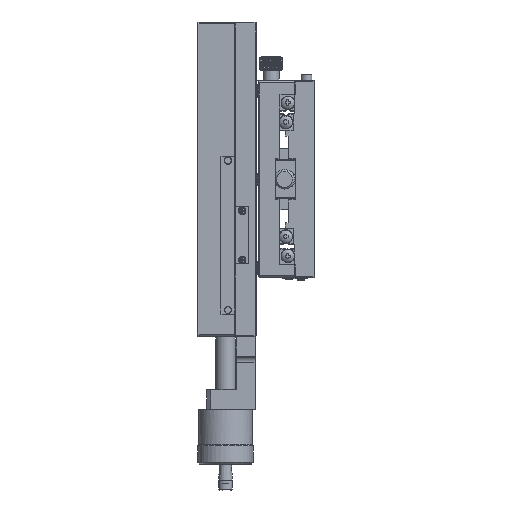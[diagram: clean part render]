
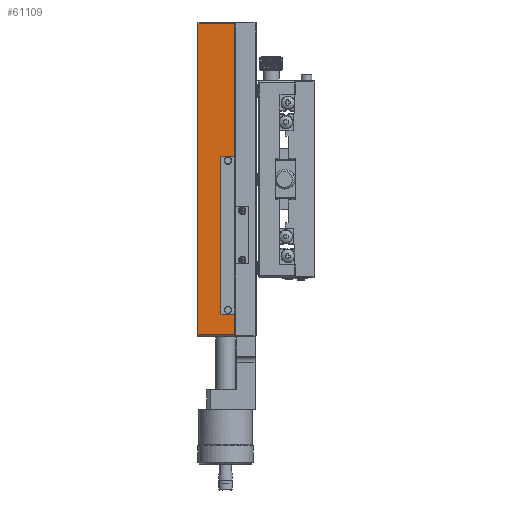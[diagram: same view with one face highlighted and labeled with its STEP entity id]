
A CAD part, left-side view. The second image highlights one B-rep face of the part: STEP entity #61109.
In plain terms, the highlighted planar face has unit normal (-1, 0, 0).
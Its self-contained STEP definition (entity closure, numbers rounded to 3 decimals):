
#625 = VERTEX_POINT ( 'NONE', #66802 ) ;
#1032 = DIRECTION ( 'NONE',  ( 0., 1., 0. ) ) ;
#1724 = CARTESIAN_POINT ( 'NONE',  ( 30., 41.2, -80. ) ) ;
#2095 = DIRECTION ( 'NONE',  ( 1., 0., 0. ) ) ;
#2307 = CARTESIAN_POINT ( 'NONE',  ( 30., 48., -68.5 ) ) ;
#2467 = PLANE ( 'NONE',  #74681 ) ;
#3078 = CARTESIAN_POINT ( 'NONE',  ( 30., 41.2, -68.5 ) ) ;
#3654 = VECTOR ( 'NONE', #52305, 1000. ) ;
#4324 = EDGE_LOOP ( 'NONE', ( #59631, #4999, #55368, #16922, #36796, #72462, #52828, #70688 ) ) ;
#4611 = CARTESIAN_POINT ( 'NONE',  ( 30., 41.2, -79. ) ) ;
#4999 = ORIENTED_EDGE ( 'NONE', *, *, #21646, .F. ) ;
#5002 = VECTOR ( 'NONE', #5813, 1000. ) ;
#5813 = DIRECTION ( 'NONE',  ( 0., -1., 0. ) ) ;
#6945 = CARTESIAN_POINT ( 'NONE',  ( 30., 41.2, -68.5 ) ) ;
#8146 = DIRECTION ( 'NONE',  ( 0., 0., -1. ) ) ;
#9456 = CARTESIAN_POINT ( 'NONE',  ( 30., 48., 11.5 ) ) ;
#9582 = VERTEX_POINT ( 'NONE', #40534 ) ;
#10819 = VERTEX_POINT ( 'NONE', #9456 ) ;
#11349 = LINE ( 'NONE', #46580, #69494 ) ;
#11538 = VERTEX_POINT ( 'NONE', #4611 ) ;
#14217 = EDGE_CURVE ( 'NONE', #10819, #57185, #25031, .T. ) ;
#15358 = CARTESIAN_POINT ( 'NONE',  ( 30., 41.2, 11.5 ) ) ;
#16711 = CARTESIAN_POINT ( 'NONE',  ( 30., 41.2, -80. ) ) ;
#16922 = ORIENTED_EDGE ( 'NONE', *, *, #30363, .F. ) ;
#17675 = LINE ( 'NONE', #53650, #46353 ) ;
#18417 = VECTOR ( 'NONE', #8146, 1000. ) ;
#21646 = EDGE_CURVE ( 'NONE', #68084, #30794, #11349, .T. ) ;
#24796 = LINE ( 'NONE', #71529, #67518 ) ;
#25031 = LINE ( 'NONE', #48389, #18417 ) ;
#27669 = VECTOR ( 'NONE', #61324, 1000. ) ;
#29409 = EDGE_CURVE ( 'NONE', #57185, #44999, #52173, .T. ) ;
#30363 = EDGE_CURVE ( 'NONE', #11538, #9582, #24796, .T. ) ;
#30794 = VERTEX_POINT ( 'NONE', #49165 ) ;
#32780 = CARTESIAN_POINT ( 'NONE',  ( 30., 59.7, 79. ) ) ;
#36796 = ORIENTED_EDGE ( 'NONE', *, *, #63442, .F. ) ;
#37337 = FACE_OUTER_BOUND ( 'NONE', #4324, .T. ) ;
#40430 = LINE ( 'NONE', #16711, #3654 ) ;
#40534 = CARTESIAN_POINT ( 'NONE',  ( 30., 59.7, -79. ) ) ;
#40730 = CARTESIAN_POINT ( 'NONE',  ( 30., 41.2, -80. ) ) ;
#44999 = VERTEX_POINT ( 'NONE', #3078 ) ;
#46353 = VECTOR ( 'NONE', #54031, 1000. ) ;
#46580 = CARTESIAN_POINT ( 'NONE',  ( 30., 41.2, 79. ) ) ;
#48389 = CARTESIAN_POINT ( 'NONE',  ( 30., 48., -80. ) ) ;
#49165 = CARTESIAN_POINT ( 'NONE',  ( 30., 41.2, 79. ) ) ;
#49219 = DIRECTION ( 'NONE',  ( 0., 0., -1. ) ) ;
#52173 = LINE ( 'NONE', #6945, #5002 ) ;
#52305 = DIRECTION ( 'NONE',  ( 0., 0., -1. ) ) ;
#52715 = DIRECTION ( 'NONE',  ( 0., -1., 0. ) ) ;
#52828 = ORIENTED_EDGE ( 'NONE', *, *, #14217, .F. ) ;
#52874 = VECTOR ( 'NONE', #58740, 1000. ) ;
#53650 = CARTESIAN_POINT ( 'NONE',  ( 30., 59.7, -80. ) ) ;
#54031 = DIRECTION ( 'NONE',  ( 0., 0., -1. ) ) ;
#55368 = ORIENTED_EDGE ( 'NONE', *, *, #59678, .T. ) ;
#57185 = VERTEX_POINT ( 'NONE', #2307 ) ;
#58740 = DIRECTION ( 'NONE',  ( 0., 0., -1. ) ) ;
#59631 = ORIENTED_EDGE ( 'NONE', *, *, #60972, .F. ) ;
#59678 = EDGE_CURVE ( 'NONE', #68084, #9582, #17675, .T. ) ;
#60972 = EDGE_CURVE ( 'NONE', #30794, #625, #40430, .T. ) ;
#61109 = ADVANCED_FACE ( 'NONE', ( #37337 ), #2467, .F. ) ;
#61324 = DIRECTION ( 'NONE',  ( 0., 1., 0. ) ) ;
#63442 = EDGE_CURVE ( 'NONE', #44999, #11538, #68737, .T. ) ;
#66802 = CARTESIAN_POINT ( 'NONE',  ( 30., 41.2, 11.5 ) ) ;
#67518 = VECTOR ( 'NONE', #1032, 1000. ) ;
#67839 = LINE ( 'NONE', #15358, #27669 ) ;
#68084 = VERTEX_POINT ( 'NONE', #32780 ) ;
#68737 = LINE ( 'NONE', #40730, #52874 ) ;
#69494 = VECTOR ( 'NONE', #52715, 1000. ) ;
#70688 = ORIENTED_EDGE ( 'NONE', *, *, #72595, .F. ) ;
#71529 = CARTESIAN_POINT ( 'NONE',  ( 30., 41.2, -79. ) ) ;
#72462 = ORIENTED_EDGE ( 'NONE', *, *, #29409, .F. ) ;
#72595 = EDGE_CURVE ( 'NONE', #625, #10819, #67839, .T. ) ;
#74681 = AXIS2_PLACEMENT_3D ( 'NONE', #1724, #2095, #49219 ) ;
